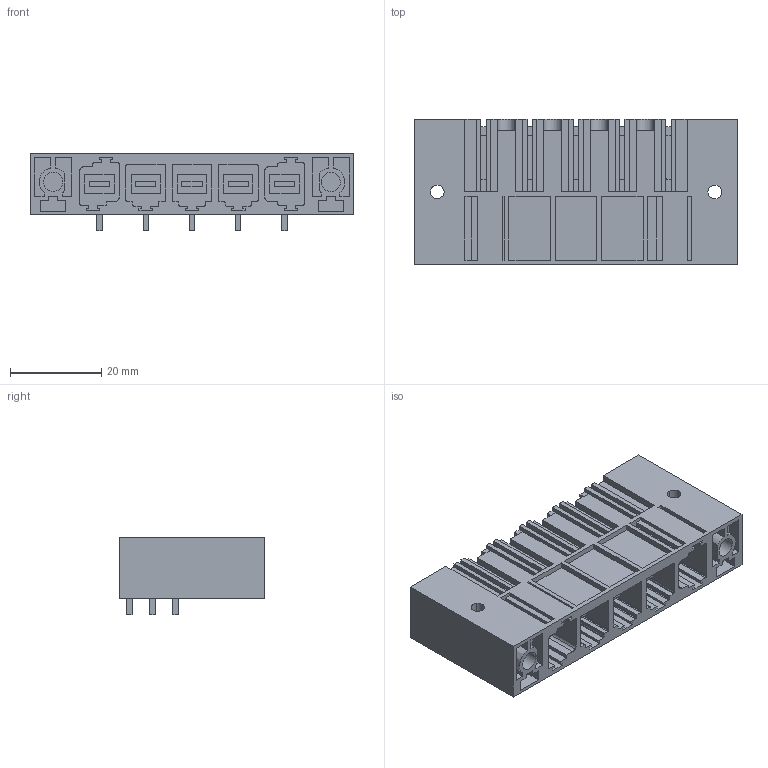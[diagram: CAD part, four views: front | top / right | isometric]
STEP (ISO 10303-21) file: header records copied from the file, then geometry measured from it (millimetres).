
FILE_DESCRIPTION(('CATIA V5 STEP Exchange','CAx-IF Rec.Pracs.--- Model Styling and Organization---1.2---2011-12-15'),'2;1');
FILE_NAME ('D1457533_0_1851150000_1851150000.stp','2018-03-09T05:41:14+00:00',('none'),('Weidmueller'),'CATIA Version 5-6 Release 2014','CATIA V5 STEP AP214','none');
FILE_SCHEMA(('AUTOMOTIVE_DESIGN { 1 0 10303 214 1 1 1 1 }'));
Length unit declared in the file: millimetre
Products named in the file (1): 1851150000
Bounding box: 71.12 x 32 x 17.1 mm (x, y, z)
Volume: 19437.2 mm3; surface area: 19053.9 mm2
Topology: 8 solids, 8 shells, 831 faces, 2399 edges, 1618 vertices
Faces by surface type: plane 728, extrusion 71, cylinder 32
Entity records: 26872 total; most frequent: CARTESIAN_POINT 5599, ORIENTED_EDGE 4798, DIRECTION 3284, EDGE_CURVE 2399, VECTOR 2256, LINE 2185, VERTEX_POINT 1618, EDGE_LOOP 883
